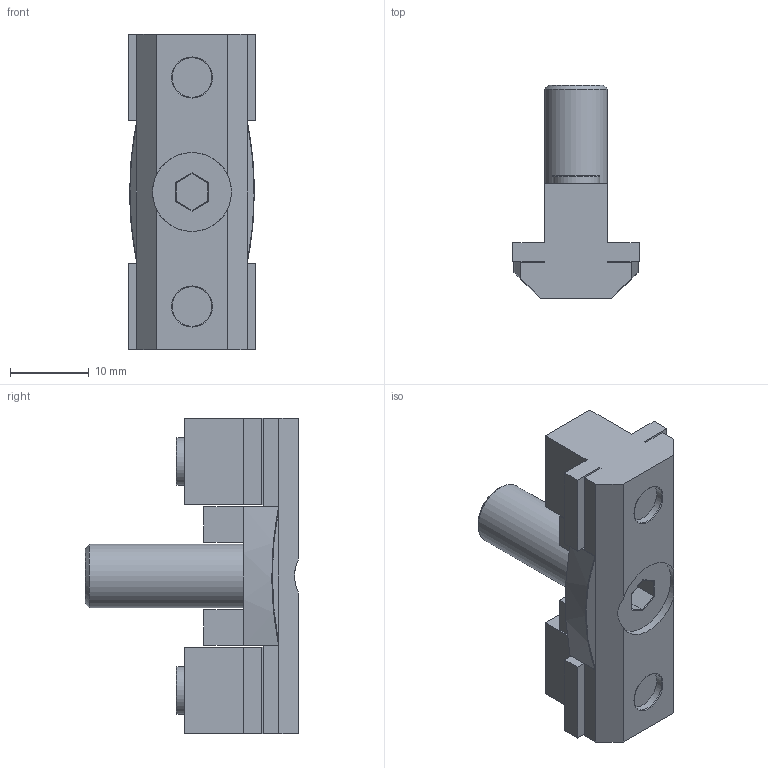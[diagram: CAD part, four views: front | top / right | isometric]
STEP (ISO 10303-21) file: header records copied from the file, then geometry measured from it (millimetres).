
FILE_DESCRIPTION(/* description */ ('GIUNZIONE PROFILI RAPIDO DOPPIO DI TESTA'),/* implementation_level */ '2;1');
FILE_NAME(/* name */ 'CGIPR0000018.stp',/* time_stamp */ '2019-10-28T15:24:22+01:00',/* author */ ('fzagni'),/* organization */ (''),/* preprocessor_version */ 'ST-DEVELOPER v17.2',/* originating_system */ 'Autodesk Inventor 2019',/* authorisation */ '');
FILE_SCHEMA (('AUTOMOTIVE_DESIGN { 1 0 10303 214 3 1 1 }'));
Length unit declared in the file: millimetre
Products named in the file (1): CGIPR0000018
Bounding box: 16 x 27 x 40 mm (x, y, z)
Volume: 6280.3 mm3; surface area: 3856.7 mm2
Topology: 1 solids, 1 shells, 111 faces, 284 edges, 183 vertices
Faces by surface type: plane 78, cylinder 26, torus 4, bspline 2, cone 1
Full cylindrical faces by diameter (mm): 5 x2, 6 x2, 8 x1, 10 x1
Entity records: 3420 total; most frequent: CARTESIAN_POINT 657, ORIENTED_EDGE 568, DIRECTION 553, EDGE_CURVE 284, LINE 219, VECTOR 219, VERTEX_POINT 183, AXIS2_PLACEMENT_3D 167
